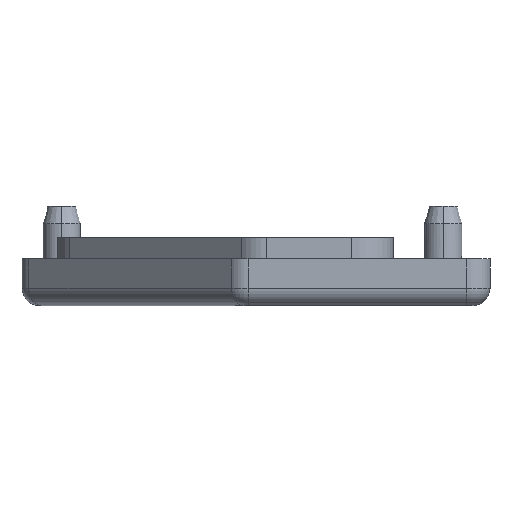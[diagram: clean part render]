
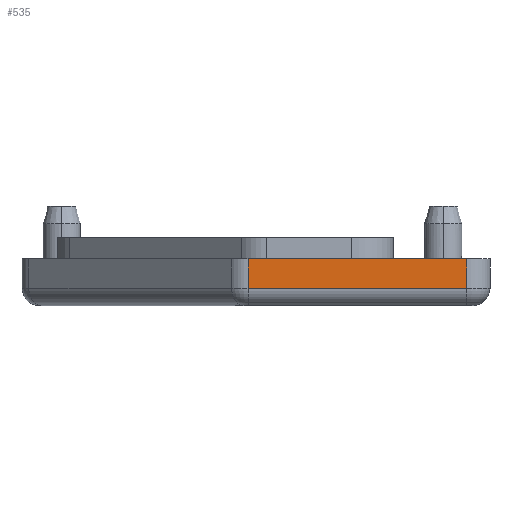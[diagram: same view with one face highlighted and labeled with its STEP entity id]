
A CAD part, left-side view. The second image highlights one B-rep face of the part: STEP entity #535.
In plain terms, the highlighted planar face has unit normal (-1, 0, 0).
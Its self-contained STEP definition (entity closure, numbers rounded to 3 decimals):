
#535=ADVANCED_FACE('NONE',(#1131),#1132,.F.);
#1131=FACE_OUTER_BOUND('',#1793,.T.);
#1132=PLANE('',#1794);
#1793=EDGE_LOOP('',(#3368,#3369,#3370,#3371));
#1794=AXIS2_PLACEMENT_3D('',#3372,#3373,#3374);
#3368=ORIENTED_EDGE('',*,*,#4570,.F.);
#3369=ORIENTED_EDGE('',*,*,#4571,.T.);
#3370=ORIENTED_EDGE('',*,*,#4567,.T.);
#3371=ORIENTED_EDGE('',*,*,#4440,.T.);
#3372=CARTESIAN_POINT('',(-67.6,2.,0.0));
#3373=DIRECTION('',(1.0,0.,0.0));
#3374=DIRECTION('',(0.0,0.0,-1.0));
#4440=EDGE_CURVE('NONE',#5445,#5443,#5446,.T.);
#4567=EDGE_CURVE('NONE',#5643,#5445,#5644,.T.);
#4570=EDGE_CURVE('NONE',#5647,#5443,#5648,.T.);
#4571=EDGE_CURVE('NONE',#5647,#5643,#5649,.T.);
#5443=VERTEX_POINT('NONE',#6748);
#5445=VERTEX_POINT('NONE',#6750);
#5446=LINE('',#6751,#6752);
#5643=VERTEX_POINT('NONE',#7019);
#5644=LINE('',#7020,#7021);
#5647=VERTEX_POINT('NONE',#7024);
#5648=LINE('',#7025,#7026);
#5649=LINE('',#7027,#7028);
#6748=CARTESIAN_POINT('',(-67.6,20.672,4.0));
#6750=CARTESIAN_POINT('',(-67.6,2.,4.0));
#6751=CARTESIAN_POINT('',(-67.6,2.,4.0));
#6752=VECTOR('',#7949,1000.0);
#7019=CARTESIAN_POINT('',(-67.6,2.,1.5));
#7020=CARTESIAN_POINT('',(-67.6,2.,0.0));
#7021=VECTOR('',#8122,1000.0);
#7024=CARTESIAN_POINT('',(-67.6,20.672,1.5));
#7025=CARTESIAN_POINT('',(-67.6,20.672,0.0));
#7026=VECTOR('',#8126,1000.0);
#7027=CARTESIAN_POINT('',(-67.6,2.,1.5));
#7028=VECTOR('',#8127,1000.0);
#7949=DIRECTION('',(0.,1.0,0.0));
#8122=DIRECTION('',(0.0,-0.0,1.0));
#8126=DIRECTION('',(0.0,-0.0,1.0));
#8127=DIRECTION('',(0.,-1.0,0.0));
